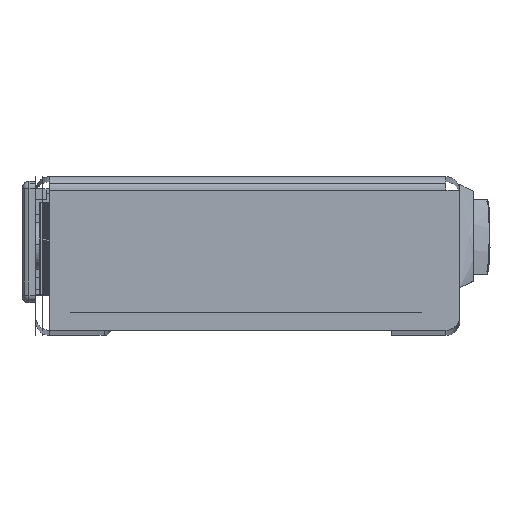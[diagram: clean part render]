
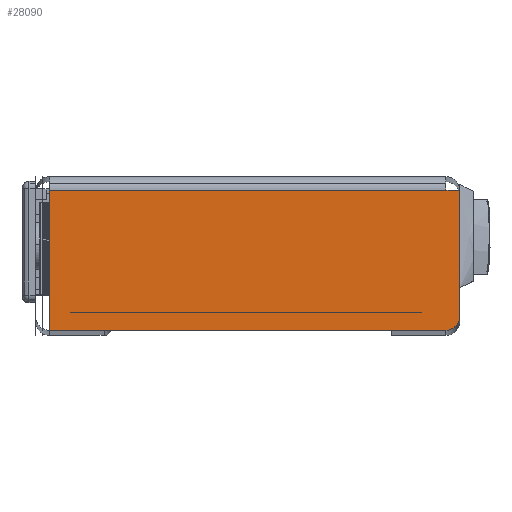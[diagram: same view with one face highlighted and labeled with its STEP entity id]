
A CAD part, top view. The second image highlights one B-rep face of the part: STEP entity #28090.
In plain terms, the highlighted planar face has unit normal (0, 0, 1).
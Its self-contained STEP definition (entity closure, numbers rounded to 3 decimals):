
#1786=PLANE('',#30019);
#3149=FACE_OUTER_BOUND('',#4666,.T.);
#4666=EDGE_LOOP('',(#26030,#26031,#26032,#26033,#26034,#26035));
#5310=CIRCLE('',#30020,2.);
#8454=LINE('',#47957,#11814);
#8456=LINE('',#47968,#11816);
#8457=LINE('',#47969,#11817);
#8458=LINE('',#47971,#11818);
#8459=LINE('',#47972,#11819);
#11814=VECTOR('',#36841,57.5);
#11816=VECTOR('',#36851,18.3);
#11817=VECTOR('',#36852,2.);
#11818=VECTOR('',#36853,20.3);
#11819=VECTOR('',#36854,57.5);
#14510=VERTEX_POINT('',#47955);
#14511=VERTEX_POINT('',#47956);
#14514=VERTEX_POINT('',#47964);
#14515=VERTEX_POINT('',#47965);
#14516=VERTEX_POINT('',#47967);
#14517=VERTEX_POINT('',#47970);
#18532=EDGE_CURVE('',#14510,#14511,#8454,.T.);
#18536=EDGE_CURVE('',#14514,#14515,#5310,.T.);
#18537=EDGE_CURVE('',#14516,#14514,#8456,.T.);
#18538=EDGE_CURVE('',#14510,#14516,#8457,.T.);
#18539=EDGE_CURVE('',#14517,#14511,#8458,.T.);
#18540=EDGE_CURVE('',#14515,#14517,#8459,.T.);
#26030=ORIENTED_EDGE('',*,*,#18536,.F.);
#26031=ORIENTED_EDGE('',*,*,#18537,.F.);
#26032=ORIENTED_EDGE('',*,*,#18538,.F.);
#26033=ORIENTED_EDGE('',*,*,#18532,.T.);
#26034=ORIENTED_EDGE('',*,*,#18539,.F.);
#26035=ORIENTED_EDGE('',*,*,#18540,.F.);
#28090=ADVANCED_FACE('',(#3149),#1786,.F.);
#30019=AXIS2_PLACEMENT_3D('',#47963,#36847,#36848);
#30020=AXIS2_PLACEMENT_3D('',#47966,#36849,#36850);
#36841=DIRECTION('',(-1.,0.,0.));
#36847=DIRECTION('center_axis',(0.,0.,
-1.));
#36848=DIRECTION('ref_axis',(0.,-1.,0.));
#36849=DIRECTION('center_axis',(0.,0.,
-1.));
#36850=DIRECTION('ref_axis',(0.707,-0.707,0.));
#36851=DIRECTION('',(0.,-1.,0.));
#36852=DIRECTION('',(1.,0.,0.));
#36853=DIRECTION('',(0.,1.,0.));
#36854=DIRECTION('',(-1.,0.,0.));
#47955=CARTESIAN_POINT('',(90.41,50.048,62.299));
#47956=CARTESIAN_POINT('',(32.91,50.048,62.299));
#47957=CARTESIAN_POINT('',(62.147,50.048,62.299));
#47963=CARTESIAN_POINT('Origin',(62.633,41.001,62.299));
#47964=CARTESIAN_POINT('',(92.41,31.748,62.299));
#47965=CARTESIAN_POINT('',(90.41,29.748,62.299));
#47966=CARTESIAN_POINT('Origin',(90.41,31.748,62.299));
#47967=CARTESIAN_POINT('',(92.41,50.048,62.299));
#47968=CARTESIAN_POINT('',(92.41,50.048,62.299));
#47969=CARTESIAN_POINT('',(90.41,50.048,62.299));
#47970=CARTESIAN_POINT('',(32.91,29.748,62.299));
#47971=CARTESIAN_POINT('',(32.91,54.572,62.299));
#47972=CARTESIAN_POINT('',(92.41,29.748,62.299));
